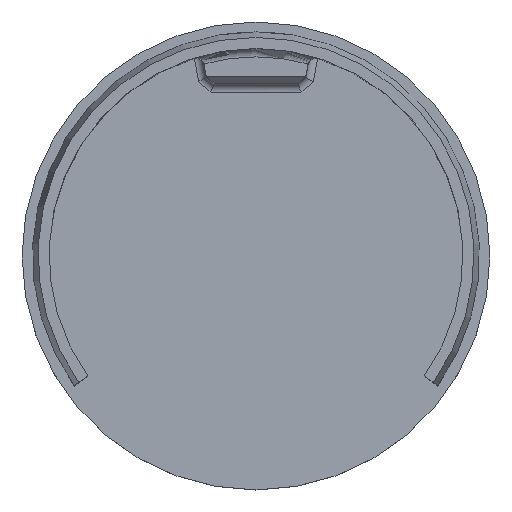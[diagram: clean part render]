
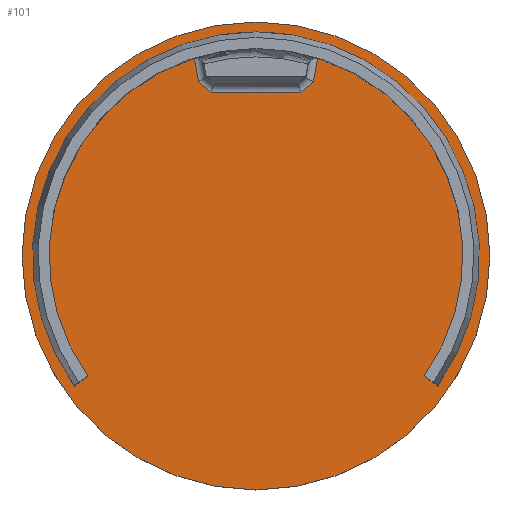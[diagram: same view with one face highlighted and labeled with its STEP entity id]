
A CAD part, top view. The second image highlights one B-rep face of the part: STEP entity #101.
In plain terms, the highlighted planar face has unit normal (0, 0, 1).
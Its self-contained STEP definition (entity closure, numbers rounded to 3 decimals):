
#77=PLANE('',#613);
#90=FACE_BOUND('',#176,.T.);
#91=FACE_BOUND('',#177,.T.);
#101=ADVANCED_FACE('',(#90,#91),#77,.T.);
#176=EDGE_LOOP('',(#293,#294,#295,#296,#297,#298,#299,#300,#301,#302,#303,
#304));
#177=EDGE_LOOP('',(#305));
#214=LINE('',#819,#250);
#215=LINE('',#822,#251);
#216=LINE('',#824,#252);
#217=LINE('',#826,#253);
#218=LINE('',#829,#254);
#219=LINE('',#833,#255);
#220=LINE('',#836,#256);
#250=VECTOR('',#677,1.);
#251=VECTOR('',#678,1.);
#252=VECTOR('',#679,1.);
#253=VECTOR('',#680,1.);
#254=VECTOR('',#683,1.);
#255=VECTOR('',#686,1.);
#256=VECTOR('',#689,1.);
#293=ORIENTED_EDGE('',*,*,#510,.T.);
#294=ORIENTED_EDGE('',*,*,#511,.T.);
#295=ORIENTED_EDGE('',*,*,#512,.T.);
#296=ORIENTED_EDGE('',*,*,#513,.T.);
#297=ORIENTED_EDGE('',*,*,#514,.T.);
#298=ORIENTED_EDGE('',*,*,#506,.F.);
#299=ORIENTED_EDGE('',*,*,#515,.F.);
#300=ORIENTED_EDGE('',*,*,#516,.F.);
#301=ORIENTED_EDGE('',*,*,#517,.F.);
#302=ORIENTED_EDGE('',*,*,#502,.F.);
#303=ORIENTED_EDGE('',*,*,#518,.T.);
#304=ORIENTED_EDGE('',*,*,#519,.T.);
#305=ORIENTED_EDGE('',*,*,#509,.T.);
#448=VERTEX_POINT('',#800);
#449=VERTEX_POINT('',#802);
#452=VERTEX_POINT('',#808);
#453=VERTEX_POINT('',#810);
#455=VERTEX_POINT('',#816);
#456=VERTEX_POINT('',#820);
#457=VERTEX_POINT('',#821);
#458=VERTEX_POINT('',#823);
#459=VERTEX_POINT('',#825);
#460=VERTEX_POINT('',#827);
#461=VERTEX_POINT('',#830);
#462=VERTEX_POINT('',#832);
#463=VERTEX_POINT('',#835);
#502=EDGE_CURVE('',#448,#449,#583,.T.);
#506=EDGE_CURVE('',#452,#453,#585,.T.);
#509=EDGE_CURVE('',#455,#455,#587,.T.);
#510=EDGE_CURVE('',#456,#457,#214,.T.);
#511=EDGE_CURVE('',#457,#458,#215,.T.);
#512=EDGE_CURVE('',#458,#459,#216,.T.);
#513=EDGE_CURVE('',#459,#460,#217,.T.);
#514=EDGE_CURVE('',#460,#453,#588,.T.);
#515=EDGE_CURVE('',#461,#452,#218,.T.);
#516=EDGE_CURVE('',#462,#461,#589,.T.);
#517=EDGE_CURVE('',#449,#462,#219,.T.);
#518=EDGE_CURVE('',#448,#463,#590,.T.);
#519=EDGE_CURVE('',#463,#456,#220,.T.);
#583=CIRCLE('',#602,18.752);
#585=CIRCLE('',#604,18.752);
#587=CIRCLE('',#607,21.2);
#588=CIRCLE('',#610,0.75);
#589=CIRCLE('',#611,20.252);
#590=CIRCLE('',#612,0.75);
#602=AXIS2_PLACEMENT_3D('',#801,#658,#659);
#604=AXIS2_PLACEMENT_3D('',#809,#664,#665);
#607=AXIS2_PLACEMENT_3D('',#815,#671,#672);
#610=AXIS2_PLACEMENT_3D('',#828,#681,#682);
#611=AXIS2_PLACEMENT_3D('',#831,#684,#685);
#612=AXIS2_PLACEMENT_3D('',#834,#687,#688);
#613=AXIS2_PLACEMENT_3D('',#837,#690,#691);
#658=DIRECTION('',(0.,0.,-1.));
#659=DIRECTION('',(1.,0.,0.));
#664=DIRECTION('',(0.,0.,-1.));
#665=DIRECTION('',(1.,0.,0.));
#671=DIRECTION('',(0.,0.,1.));
#672=DIRECTION('',(1.,0.,0.));
#677=DIRECTION('',(-0.768,-0.64,0.));
#678=DIRECTION('',(-1.,0.,0.));
#679=DIRECTION('',(-0.768,0.64,0.));
#680=DIRECTION('',(-0.181,0.984,0.));
#681=DIRECTION('',(0.,0.,1.));
#682=DIRECTION('',(1.,0.,0.));
#683=DIRECTION('',(0.813,0.582,0.));
#684=DIRECTION('',(0.,0.,1.));
#685=DIRECTION('',(-1.,0.,0.));
#686=DIRECTION('',(0.813,-0.582,0.));
#687=DIRECTION('',(0.,0.,1.));
#688=DIRECTION('',(1.,0.,0.));
#689=DIRECTION('',(-0.181,-0.984,0.));
#690=DIRECTION('',(0.,0.,1.));
#691=DIRECTION('',(1.,0.,0.));
#800=CARTESIAN_POINT('',(5.675,17.872,0.));
#801=CARTESIAN_POINT('',(0.,0.,0.));
#802=CARTESIAN_POINT('',(15.245,-10.919,0.));
#808=CARTESIAN_POINT('',(-15.245,-10.919,0.));
#809=CARTESIAN_POINT('',(0.,0.,0.));
#810=CARTESIAN_POINT('',(-5.675,17.872,0.));
#815=CARTESIAN_POINT('',(0.,0.,0.));
#816=CARTESIAN_POINT('',(21.2,0.,0.));
#819=CARTESIAN_POINT('',(3.38,14.275,0.));
#820=CARTESIAN_POINT('',(5.197,15.789,0.));
#821=CARTESIAN_POINT('',(4.071,14.852,0.));
#822=CARTESIAN_POINT('',(0.,14.852,0.));
#823=CARTESIAN_POINT('',(-4.071,14.852,0.));
#824=CARTESIAN_POINT('',(-5.889,16.366,0.));
#825=CARTESIAN_POINT('',(-5.197,15.789,0.));
#826=CARTESIAN_POINT('',(-2.223,-0.408,0.));
#827=CARTESIAN_POINT('',(-5.584,17.895,0.));
#828=CARTESIAN_POINT('',(-5.448,17.157,0.));
#829=CARTESIAN_POINT('',(-16.464,-11.792,0.));
#830=CARTESIAN_POINT('',(-16.464,-11.792,0.));
#831=CARTESIAN_POINT('',(0.,0.,0.));
#832=CARTESIAN_POINT('',(16.464,-11.792,0.));
#833=CARTESIAN_POINT('',(15.245,-10.919,0.));
#834=CARTESIAN_POINT('',(5.448,17.157,0.));
#835=CARTESIAN_POINT('',(5.584,17.895,0.));
#836=CARTESIAN_POINT('',(2.223,-0.408,0.));
#837=CARTESIAN_POINT('',(0.,0.,0.));
